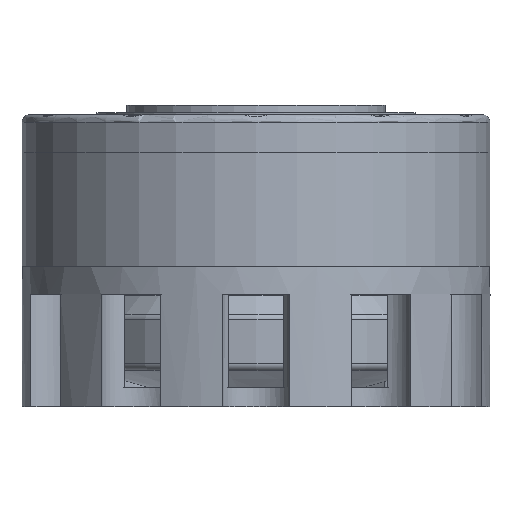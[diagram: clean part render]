
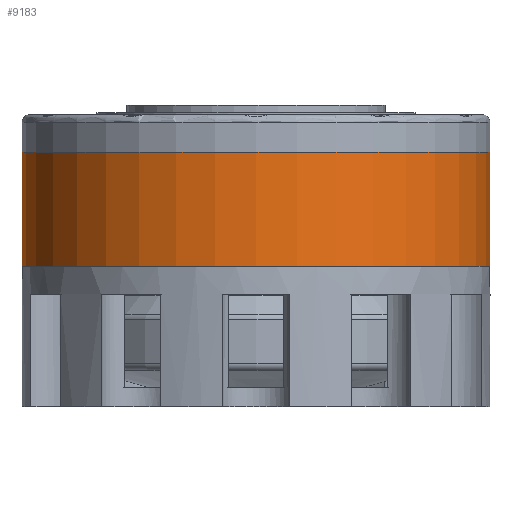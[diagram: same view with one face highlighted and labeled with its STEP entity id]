
A CAD part, front view. The second image highlights one B-rep face of the part: STEP entity #9183.
In plain terms, the highlighted cylindrical face has radius 62.5 mm (diameter 125 mm), a full revolution.
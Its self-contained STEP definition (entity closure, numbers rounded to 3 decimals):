
#406=LINE('',#14808,#901);
#901=VECTOR('',#11970,62.5);
#1385=CYLINDRICAL_SURFACE('',#10092,62.5);
#2029=FACE_OUTER_BOUND('',#2720,.T.);
#2720=EDGE_LOOP('',(#6848,#6849,#6850,#6851));
#3422=CIRCLE('',#9963,62.5);
#3446=CIRCLE('',#9999,62.5);
#4147=VERTEX_POINT('',#14562);
#4181=VERTEX_POINT('',#14653);
#5079=EDGE_CURVE('',#4147,#4147,#3422,.F.);
#5124=EDGE_CURVE('',#4181,#4181,#3446,.T.);
#5195=EDGE_CURVE('',#4147,#4181,#406,.T.);
#6848=ORIENTED_EDGE('',*,*,#5079,.F.);
#6849=ORIENTED_EDGE('',*,*,#5195,.T.);
#6850=ORIENTED_EDGE('',*,*,#5124,.F.);
#6851=ORIENTED_EDGE('',*,*,#5195,.F.);
#9183=ADVANCED_FACE('',(#2029),#1385,.T.);
#9963=AXIS2_PLACEMENT_3D('',#14563,#11665,#11666);
#9999=AXIS2_PLACEMENT_3D('',#14654,#11758,#11759);
#10092=AXIS2_PLACEMENT_3D('',#14807,#11968,#11969);
#11665=DIRECTION('center_axis',(0.,0.,1.));
#11666=DIRECTION('ref_axis',(1.,0.,0.));
#11758=DIRECTION('center_axis',(0.,0.,1.));
#11759=DIRECTION('ref_axis',(1.,0.,0.));
#11968=DIRECTION('center_axis',(0.,0.,-1.));
#11969=DIRECTION('ref_axis',(1.,0.,0.));
#11970=DIRECTION('',(0.,0.,1.));
#14562=CARTESIAN_POINT('',(-62.5,0.,-13.));
#14563=CARTESIAN_POINT('Origin',(0.,0.,-13.));
#14653=CARTESIAN_POINT('',(-62.5,0.,17.5));
#14654=CARTESIAN_POINT('Origin',(0.,0.,17.5));
#14807=CARTESIAN_POINT('Origin',(0.,0.,0.));
#14808=CARTESIAN_POINT('',(-62.5,0.,0.));
